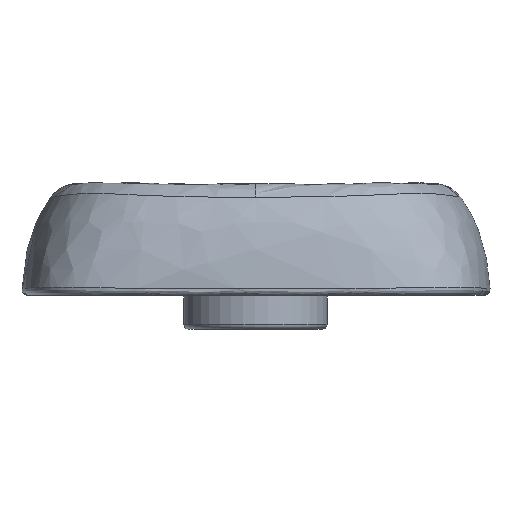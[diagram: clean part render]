
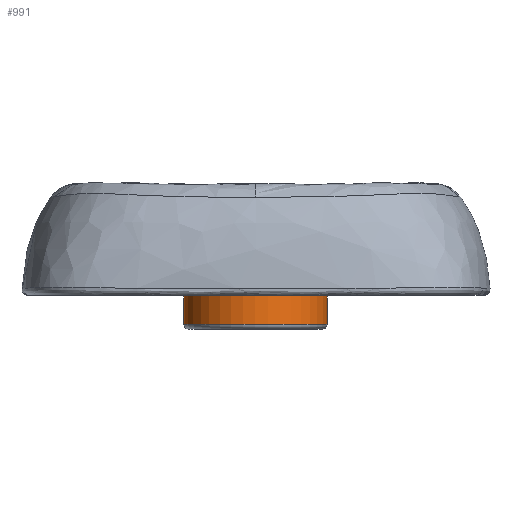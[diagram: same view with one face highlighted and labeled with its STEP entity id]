
A CAD part, front view. The second image highlights one B-rep face of the part: STEP entity #991.
In plain terms, the highlighted cylindrical face has radius 2.75 mm (diameter 5.5 mm), a full revolution.
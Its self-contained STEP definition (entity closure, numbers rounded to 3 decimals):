
#136=FACE_OUTER_BOUND('',#201,.T.);
#201=EDGE_LOOP('',(#771,#772,#773,#774));
#269=CIRCLE('',#1095,2.75);
#270=CIRCLE('',#1097,2.75);
#324=LINE('',#1555,#390);
#390=VECTOR('',#1281,2.75);
#459=VERTEX_POINT('',#1550);
#460=VERTEX_POINT('',#1554);
#574=EDGE_CURVE('',#459,#459,#269,.T.);
#575=EDGE_CURVE('',#459,#460,#324,.T.);
#576=EDGE_CURVE('',#460,#460,#270,.T.);
#771=ORIENTED_EDGE('',*,*,#574,.F.);
#772=ORIENTED_EDGE('',*,*,#575,.T.);
#773=ORIENTED_EDGE('',*,*,#576,.F.);
#774=ORIENTED_EDGE('',*,*,#575,.F.);
#962=CYLINDRICAL_SURFACE('',#1096,2.75);
#991=ADVANCED_FACE('',(#136),#962,.T.);
#1095=AXIS2_PLACEMENT_3D('',#1552,#1277,#1278);
#1096=AXIS2_PLACEMENT_3D('',#1553,#1279,#1280);
#1097=AXIS2_PLACEMENT_3D('',#1556,#1282,#1283);
#1277=DIRECTION('center_axis',(0.,0.,1.));
#1278=DIRECTION('ref_axis',(1.,0.,0.));
#1279=DIRECTION('center_axis',(0.,0.,1.));
#1280=DIRECTION('ref_axis',(1.,0.,0.));
#1281=DIRECTION('',(0.,0.,-1.));
#1282=DIRECTION('center_axis',(0.,0.,-1.));
#1283=DIRECTION('ref_axis',(1.,0.,0.));
#1550=CARTESIAN_POINT('',(-2.75,0.,3.1));
#1552=CARTESIAN_POINT('Origin',(0.,0.,3.1));
#1553=CARTESIAN_POINT('Origin',(0.,0.,0.));
#1554=CARTESIAN_POINT('',(-2.75,0.,0.25));
#1555=CARTESIAN_POINT('',(-2.75,0.,0.));
#1556=CARTESIAN_POINT('Origin',(0.,0.,0.25));
